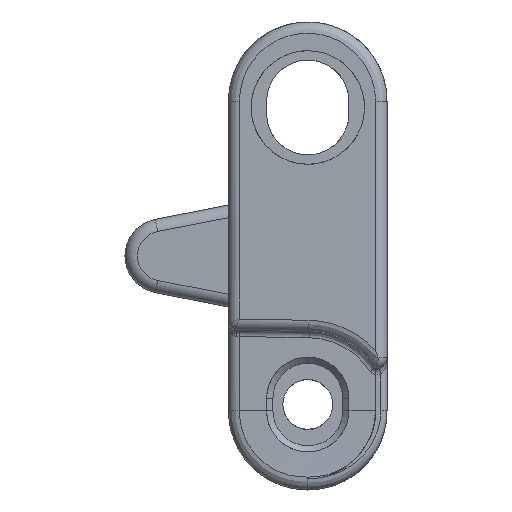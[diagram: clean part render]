
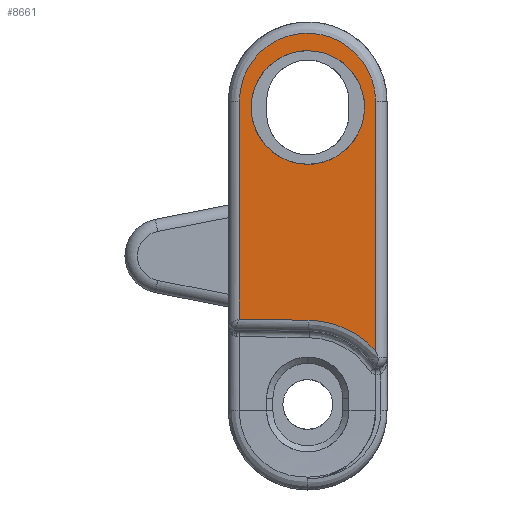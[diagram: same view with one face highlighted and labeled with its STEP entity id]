
A CAD part, left-side view. The second image highlights one B-rep face of the part: STEP entity #8661.
In plain terms, the highlighted planar face has unit normal (-0.999, 0.035, 0).
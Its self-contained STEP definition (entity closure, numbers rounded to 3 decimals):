
#1045 = LINE ( 'NONE', #28031, #25235 ) ;
#1286 = CARTESIAN_POINT ( 'NONE',  ( -57.117, -11.769, 12.4 ) ) ;
#1927 = CARTESIAN_POINT ( 'NONE',  ( -56.61, 2.75, 16.45 ) ) ;
#2110 = VECTOR ( 'NONE', #30469, 1000. ) ;
#3161 = VERTEX_POINT ( 'NONE', #25626 ) ;
#3172 = EDGE_CURVE ( 'NONE', #11609, #3161, #22264, .T. ) ;
#3268 = CARTESIAN_POINT ( 'NONE',  ( -56.737, -0.869, 12.4 ) ) ;
#3912 = CARTESIAN_POINT ( 'NONE',  ( -57.069, -10.385, -6.04 ) ) ;
#4550 =( BOUNDED_CURVE ( )  B_SPLINE_CURVE ( 3, ( #13442, #3912, #27624, #19099 ),
 .UNSPECIFIED., .F., .T. ) 
 B_SPLINE_CURVE_WITH_KNOTS ( ( 4, 4 ),
 ( 3.877, 4.695 ),
 .UNSPECIFIED. ) 
 CURVE ( )  GEOMETRIC_REPRESENTATION_ITEM ( )  RATIONAL_B_SPLINE_CURVE ( ( 1., 0.945, 0.945, 1. ) ) 
 REPRESENTATION_ITEM ( '' )  );
#4593 = VERTEX_POINT ( 'NONE', #17759 ) ;
#4832 = CARTESIAN_POINT ( 'NONE',  ( -56.928, -6.35, 7.35 ) ) ;
#5501 = ORIENTED_EDGE ( 'NONE', *, *, #19821, .T. ) ;
#6624 = ORIENTED_EDGE ( 'NONE', *, *, #11151, .F. ) ;
#6785 = DIRECTION ( 'NONE',  ( -0.035, -0.999, 0. ) ) ;
#7050 = DIRECTION ( 'NONE',  ( 0., 0., -1. ) ) ;
#7206 = CARTESIAN_POINT ( 'NONE',  ( -57.117, -11.769, -7.568 ) ) ;
#7872 = VECTOR ( 'NONE', #14003, 1000. ) ;
#8430 =( BOUNDED_CURVE ( )  B_SPLINE_CURVE ( 3, ( #36058, #36244, #33126, #12305 ),
 .UNSPECIFIED., .F., .T. ) 
 B_SPLINE_CURVE_WITH_KNOTS ( ( 4, 4 ),
 ( 1.571, 4.712 ),
 .UNSPECIFIED. ) 
 CURVE ( )  GEOMETRIC_REPRESENTATION_ITEM ( )  RATIONAL_B_SPLINE_CURVE ( ( 1., 0.333, 0.333, 1. ) ) 
 REPRESENTATION_ITEM ( '' )  );
#8661 = ADVANCED_FACE ( 'NONE', ( #18471, #35978 ), #24284, .T. ) ;
#9318 = DIRECTION ( 'NONE',  ( -0.999, 0.035, 0. ) ) ;
#10040 = LINE ( 'NONE', #27187, #2110 ) ;
#10065 = CARTESIAN_POINT ( 'NONE',  ( -57.15, -12.7, 21. ) ) ;
#10407 = VERTEX_POINT ( 'NONE', #7206 ) ;
#10856 = CARTESIAN_POINT ( 'NONE',  ( -56.928, -6.35, 7.35 ) ) ;
#11151 = EDGE_CURVE ( 'NONE', #10407, #24847, #4550, .T. ) ;
#11609 = VERTEX_POINT ( 'NONE', #10856 ) ;
#11799 = CARTESIAN_POINT ( 'NONE',  ( -57.117, -11.769, 23.3 ) ) ;
#12305 = CARTESIAN_POINT ( 'NONE',  ( -56.928, -6.35, 7.35 ) ) ;
#13226 = LINE ( 'NONE', #34640, #7872 ) ;
#13442 = CARTESIAN_POINT ( 'NONE',  ( -57.117, -11.769, -7.568 ) ) ;
#14003 = DIRECTION ( 'NONE',  ( 0., 0., -1. ) ) ;
#15125 = CARTESIAN_POINT ( 'NONE',  ( -56.932, -6.447, -5.151 ) ) ;
#15642 = EDGE_LOOP ( 'NONE', ( #34077, #5501 ) ) ;
#16692 = CARTESIAN_POINT ( 'NONE',  ( -56.61, 2.75, 7.35 ) ) ;
#17044 = EDGE_CURVE ( 'NONE', #38469, #10407, #1045, .T. ) ;
#17497 = EDGE_CURVE ( 'NONE', #24772, #4593, #13226, .T. ) ;
#17759 = CARTESIAN_POINT ( 'NONE',  ( -56.737, -0.869, -5.054 ) ) ;
#18471 = FACE_OUTER_BOUND ( 'NONE', #36776, .T. ) ;
#19099 = CARTESIAN_POINT ( 'NONE',  ( -56.932, -6.447, -5.151 ) ) ;
#19821 = EDGE_CURVE ( 'NONE', #3161, #11609, #8430, .T. ) ;
#20412 = CARTESIAN_POINT ( 'NONE',  ( -56.737, -0.869, 12.4 ) ) ;
#21624 = ORIENTED_EDGE ( 'NONE', *, *, #26822, .F. ) ;
#22152 = ORIENTED_EDGE ( 'NONE', *, *, #29197, .F. ) ;
#22264 =( BOUNDED_CURVE ( )  B_SPLINE_CURVE ( 3, ( #4832, #16692, #1927, #28539 ),
 .UNSPECIFIED., .F., .T. ) 
 B_SPLINE_CURVE_WITH_KNOTS ( ( 4, 4 ),
 ( 4.712, 7.854 ),
 .UNSPECIFIED. ) 
 CURVE ( )  GEOMETRIC_REPRESENTATION_ITEM ( )  RATIONAL_B_SPLINE_CURVE ( ( 1., 0.333, 0.333, 1. ) ) 
 REPRESENTATION_ITEM ( '' )  );
#24284 = PLANE ( 'NONE',  #28871 ) ;
#24366 = ORIENTED_EDGE ( 'NONE', *, *, #17044, .F. ) ;
#24772 = VERTEX_POINT ( 'NONE', #3268 ) ;
#24847 = VERTEX_POINT ( 'NONE', #15125 ) ;
#25235 = VECTOR ( 'NONE', #7050, 1000. ) ;
#25626 = CARTESIAN_POINT ( 'NONE',  ( -56.928, -6.35, 16.45 ) ) ;
#26822 = EDGE_CURVE ( 'NONE', #24847, #4593, #10040, .T. ) ;
#27187 = CARTESIAN_POINT ( 'NONE',  ( -57.134, -12.242, -5.252 ) ) ;
#27320 =( BOUNDED_CURVE ( )  B_SPLINE_CURVE ( 3, ( #20412, #29505, #11799, #38285 ),
 .UNSPECIFIED., .F., .T. ) 
 B_SPLINE_CURVE_WITH_KNOTS ( ( 4, 4 ),
 ( 0., 3.142 ),
 .UNSPECIFIED. ) 
 CURVE ( )  GEOMETRIC_REPRESENTATION_ITEM ( )  RATIONAL_B_SPLINE_CURVE ( ( 1., 0.333, 0.333, 1. ) ) 
 REPRESENTATION_ITEM ( '' )  );
#27624 = CARTESIAN_POINT ( 'NONE',  ( -57.004, -8.508, -5.187 ) ) ;
#28031 = CARTESIAN_POINT ( 'NONE',  ( -57.117, -11.769, 18.8 ) ) ;
#28082 = ORIENTED_EDGE ( 'NONE', *, *, #17497, .T. ) ;
#28539 = CARTESIAN_POINT ( 'NONE',  ( -56.928, -6.35, 16.45 ) ) ;
#28871 = AXIS2_PLACEMENT_3D ( 'NONE', #10065, #9318, #6785 ) ;
#29197 = EDGE_CURVE ( 'NONE', #24772, #38469, #27320, .T. ) ;
#29505 = CARTESIAN_POINT ( 'NONE',  ( -56.737, -0.869, 23.3 ) ) ;
#30469 = DIRECTION ( 'NONE',  ( 0.035, 0.999, 0.017 ) ) ;
#33126 = CARTESIAN_POINT ( 'NONE',  ( -57.246, -15.45, 7.35 ) ) ;
#34077 = ORIENTED_EDGE ( 'NONE', *, *, #3172, .T. ) ;
#34640 = CARTESIAN_POINT ( 'NONE',  ( -56.737, -0.869, 18.8 ) ) ;
#35978 = FACE_BOUND ( 'NONE', #15642, .T. ) ;
#36058 = CARTESIAN_POINT ( 'NONE',  ( -56.928, -6.35, 16.45 ) ) ;
#36244 = CARTESIAN_POINT ( 'NONE',  ( -57.246, -15.45, 16.45 ) ) ;
#36776 = EDGE_LOOP ( 'NONE', ( #28082, #21624, #6624, #24366, #22152 ) ) ;
#38285 = CARTESIAN_POINT ( 'NONE',  ( -57.117, -11.769, 12.4 ) ) ;
#38469 = VERTEX_POINT ( 'NONE', #1286 ) ;
